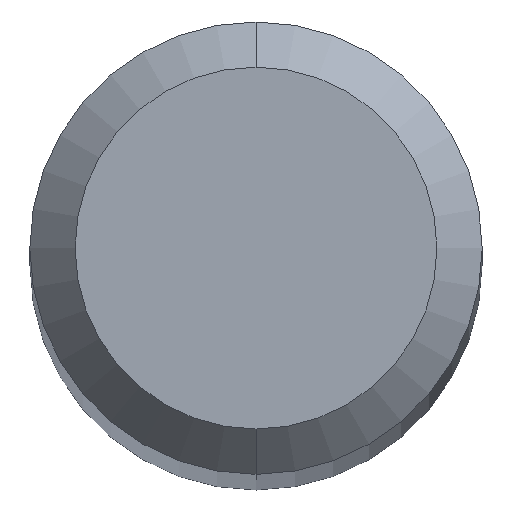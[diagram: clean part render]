
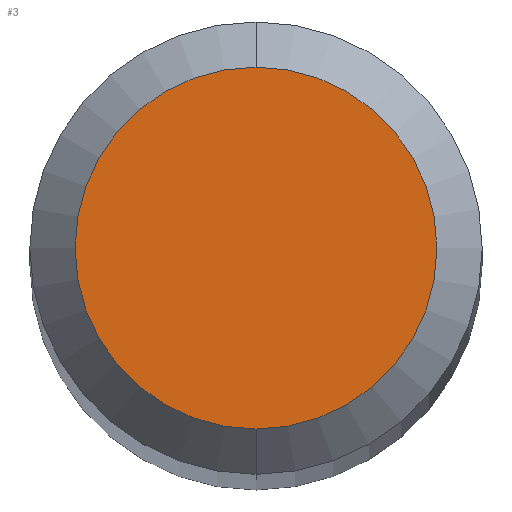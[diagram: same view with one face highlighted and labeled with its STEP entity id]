
A CAD part, top view. The second image highlights one B-rep face of the part: STEP entity #3.
In plain terms, the highlighted planar face has unit normal (0, 0, 1).
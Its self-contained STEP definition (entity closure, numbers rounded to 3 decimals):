
#3 = ADVANCED_FACE ( 'NONE', ( #52 ), #78, .F. ) ;
#8 = CARTESIAN_POINT ( 'NONE',  ( 0., 0., 0. ) ) ;
#13 = DIRECTION ( 'NONE',  ( 0., 1., 0. ) ) ;
#22 = CIRCLE ( 'NONE', #154, 1.595 ) ;
#30 = DIRECTION ( 'NONE',  ( 0., 0., 1. ) ) ;
#31 = AXIS2_PLACEMENT_3D ( 'NONE', #37, #213, #55 ) ;
#37 = CARTESIAN_POINT ( 'NONE',  ( 0., 1.994, 0. ) ) ;
#52 = FACE_OUTER_BOUND ( 'NONE', #60, .T. ) ;
#53 = EDGE_CURVE ( 'NONE', #112, #196, #212, .T. ) ;
#55 = DIRECTION ( 'NONE',  ( 0., 1., 0. ) ) ;
#60 = EDGE_LOOP ( 'NONE', ( #147, #190 ) ) ;
#78 = PLANE ( 'NONE',  #31 ) ;
#107 = EDGE_CURVE ( 'NONE', #196, #112, #22, .T. ) ;
#112 = VERTEX_POINT ( 'NONE', #119 ) ;
#119 = CARTESIAN_POINT ( 'NONE',  ( 0., -1.595, 0. ) ) ;
#120 = AXIS2_PLACEMENT_3D ( 'NONE', #8, #128, #162 ) ;
#128 = DIRECTION ( 'NONE',  ( 0., 0., 1. ) ) ;
#139 = CARTESIAN_POINT ( 'NONE',  ( 0., 0., 0. ) ) ;
#147 = ORIENTED_EDGE ( 'NONE', *, *, #107, .T. ) ;
#154 = AXIS2_PLACEMENT_3D ( 'NONE', #139, #30, #13 ) ;
#162 = DIRECTION ( 'NONE',  ( 0., 1., 0. ) ) ;
#190 = ORIENTED_EDGE ( 'NONE', *, *, #53, .T. ) ;
#196 = VERTEX_POINT ( 'NONE', #214 ) ;
#212 = CIRCLE ( 'NONE', #120, 1.595 ) ;
#213 = DIRECTION ( 'NONE',  ( 0., 0., -1. ) ) ;
#214 = CARTESIAN_POINT ( 'NONE',  ( 0., 1.595, 0. ) ) ;
